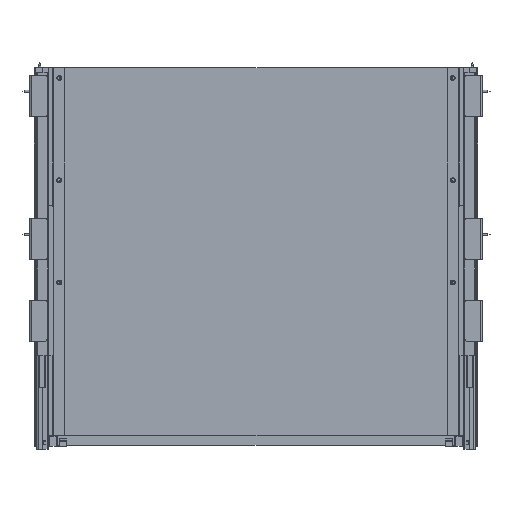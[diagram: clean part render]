
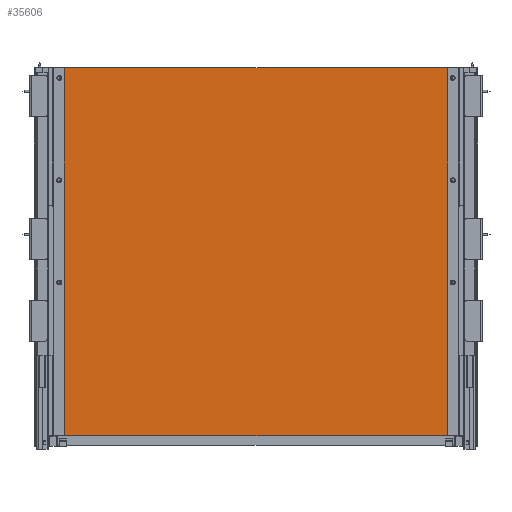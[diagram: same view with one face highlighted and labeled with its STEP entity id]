
A CAD part, front view. The second image highlights one B-rep face of the part: STEP entity #35606.
In plain terms, the highlighted planar face has unit normal (0, -1, 0).
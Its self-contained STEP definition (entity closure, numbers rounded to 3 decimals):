
#3610=FACE_OUTER_BOUND('',#5806,.T.);
#5806=EDGE_LOOP('',(#30853,#30854,#30855,#30856));
#9388=LINE('',#58519,#13340);
#9389=LINE('',#58522,#13341);
#9390=LINE('',#58524,#13342);
#9391=LINE('',#58525,#13343);
#13340=VECTOR('',#46125,10.);
#13341=VECTOR('',#46128,10.);
#13342=VECTOR('',#46129,10.);
#13343=VECTOR('',#46130,10.);
#16911=VERTEX_POINT('',#58512);
#16914=VERTEX_POINT('',#58517);
#16915=VERTEX_POINT('',#58521);
#16916=VERTEX_POINT('',#58523);
#21656=EDGE_CURVE('',#16911,#16914,#9388,.T.);
#21657=EDGE_CURVE('',#16915,#16911,#9389,.T.);
#21658=EDGE_CURVE('',#16916,#16914,#9390,.T.);
#21659=EDGE_CURVE('',#16915,#16916,#9391,.T.);
#30853=ORIENTED_EDGE('',*,*,#21657,.T.);
#30854=ORIENTED_EDGE('',*,*,#21656,.T.);
#30855=ORIENTED_EDGE('',*,*,#21658,.F.);
#30856=ORIENTED_EDGE('',*,*,#21659,.F.);
#33754=PLANE('',#38211);
#35606=ADVANCED_FACE('',(#3610),#33754,.T.);
#38211=AXIS2_PLACEMENT_3D('',#58520,#46126,#46127);
#46125=DIRECTION('',(0.,0.,-1.));
#46126=DIRECTION('center_axis',(0.,-1.,0.));
#46127=DIRECTION('ref_axis',(-1.,0.,0.));
#46128=DIRECTION('',(-1.,0.,0.));
#46129=DIRECTION('',(-1.,0.,0.));
#46130=DIRECTION('',(0.,0.,-1.));
#58512=CARTESIAN_POINT('',(-316.5,22.,11.5));
#58517=CARTESIAN_POINT('',(-316.5,22.,-564.5));
#58519=CARTESIAN_POINT('',(-316.5,22.,11.5));
#58520=CARTESIAN_POINT('Origin',(316.5,22.,11.5));
#58521=CARTESIAN_POINT('',(316.5,22.,11.5));
#58522=CARTESIAN_POINT('',(316.5,22.,11.5));
#58523=CARTESIAN_POINT('',(316.5,22.,-564.5));
#58524=CARTESIAN_POINT('',(316.5,22.,-564.5));
#58525=CARTESIAN_POINT('',(316.5,22.,11.5));
